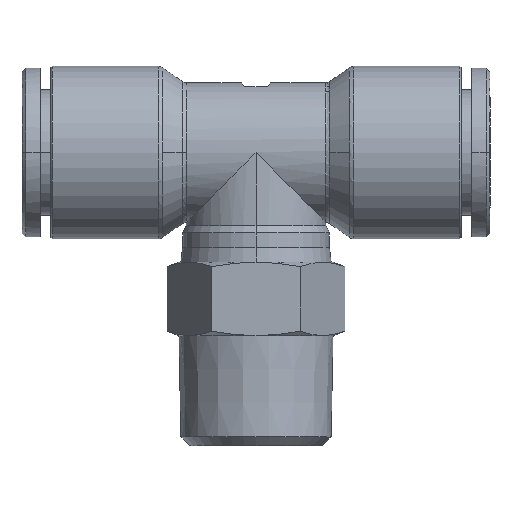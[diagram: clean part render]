
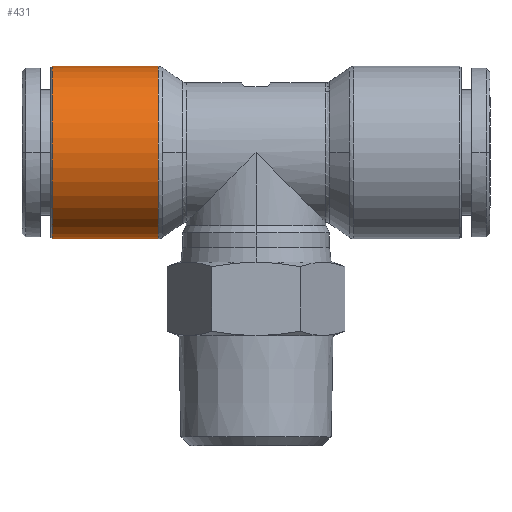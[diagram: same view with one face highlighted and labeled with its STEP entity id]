
A CAD part, front view. The second image highlights one B-rep face of the part: STEP entity #431.
In plain terms, the highlighted cylindrical face has radius 11.75 mm (diameter 23.5 mm), a partial arc.
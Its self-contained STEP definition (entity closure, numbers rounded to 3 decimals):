
#97 = ORIENTED_EDGE ( 'NONE', *, *, #10046, .F. ) ;
#227 = CIRCLE ( 'NONE', #2025, 11.75 ) ;
#431 = ADVANCED_FACE ( 'NONE', ( #1296 ), #602, .T. ) ;
#499 = DIRECTION ( 'NONE',  ( -1., 0., 0. ) ) ;
#511 = DIRECTION ( 'NONE',  ( 1., 0., 0. ) ) ;
#602 = CYLINDRICAL_SURFACE ( 'NONE', #4718, 11.75 ) ;
#773 = ORIENTED_EDGE ( 'NONE', *, *, #11621, .T. ) ;
#1296 = FACE_OUTER_BOUND ( 'NONE', #3372, .T. ) ;
#1538 = EDGE_CURVE ( 'NONE', #12546, #5422, #12923, .T. ) ;
#2025 = AXIS2_PLACEMENT_3D ( 'NONE', #9803, #10342, #3566 ) ;
#2586 = CARTESIAN_POINT ( 'NONE',  ( -19.5, 0., -11.75 ) ) ;
#2826 = DIRECTION ( 'NONE',  ( 0., 0., 1. ) ) ;
#3099 = AXIS2_PLACEMENT_3D ( 'NONE', #13790, #6002, #2826 ) ;
#3372 = EDGE_LOOP ( 'NONE', ( #7207, #97, #13959, #12132, #773 ) ) ;
#3566 = DIRECTION ( 'NONE',  ( 0., 0., -1. ) ) ;
#3684 = DIRECTION ( 'NONE',  ( 0., 0., 1. ) ) ;
#3785 = CARTESIAN_POINT ( 'NONE',  ( -27.8, 0., -11.75 ) ) ;
#3888 = EDGE_CURVE ( 'NONE', #12546, #13315, #5427, .T. ) ;
#4718 = AXIS2_PLACEMENT_3D ( 'NONE', #12317, #10872, #10229 ) ;
#5422 = VERTEX_POINT ( 'NONE', #10892 ) ;
#5427 = LINE ( 'NONE', #2586, #9909 ) ;
#5501 = CARTESIAN_POINT ( 'NONE',  ( -13.316, 0., -11.75 ) ) ;
#5633 = VERTEX_POINT ( 'NONE', #12234 ) ;
#5701 = DIRECTION ( 'NONE',  ( 1., 0., 0. ) ) ;
#5856 = CARTESIAN_POINT ( 'NONE',  ( -27.8, 0., 0. ) ) ;
#6002 = DIRECTION ( 'NONE',  ( -1., 0., 0. ) ) ;
#6763 = CARTESIAN_POINT ( 'NONE',  ( -19.5, 0., 11.75 ) ) ;
#7207 = ORIENTED_EDGE ( 'NONE', *, *, #12798, .F. ) ;
#8271 = VERTEX_POINT ( 'NONE', #8274 ) ;
#8274 = CARTESIAN_POINT ( 'NONE',  ( -27.8, 0., 11.75 ) ) ;
#9125 = CIRCLE ( 'NONE', #12085, 11.75 ) ;
#9803 = CARTESIAN_POINT ( 'NONE',  ( -13.316, 0., 0. ) ) ;
#9909 = VECTOR ( 'NONE', #511, 1000. ) ;
#10046 = EDGE_CURVE ( 'NONE', #5422, #8271, #9125, .T. ) ;
#10229 = DIRECTION ( 'NONE',  ( 0., 0., -1. ) ) ;
#10342 = DIRECTION ( 'NONE',  ( -1., 0., 0. ) ) ;
#10872 = DIRECTION ( 'NONE',  ( 1., 0., 0. ) ) ;
#10892 = CARTESIAN_POINT ( 'NONE',  ( -27.8, -11.75, 0. ) ) ;
#11149 = VECTOR ( 'NONE', #5701, 1000. ) ;
#11621 = EDGE_CURVE ( 'NONE', #13315, #5633, #227, .T. ) ;
#11671 = LINE ( 'NONE', #6763, #11149 ) ;
#12085 = AXIS2_PLACEMENT_3D ( 'NONE', #5856, #499, #3684 ) ;
#12132 = ORIENTED_EDGE ( 'NONE', *, *, #3888, .T. ) ;
#12234 = CARTESIAN_POINT ( 'NONE',  ( -13.316, 0., 11.75 ) ) ;
#12317 = CARTESIAN_POINT ( 'NONE',  ( -19.5, 0., 0. ) ) ;
#12546 = VERTEX_POINT ( 'NONE', #3785 ) ;
#12798 = EDGE_CURVE ( 'NONE', #8271, #5633, #11671, .T. ) ;
#12923 = CIRCLE ( 'NONE', #3099, 11.75 ) ;
#13315 = VERTEX_POINT ( 'NONE', #5501 ) ;
#13790 = CARTESIAN_POINT ( 'NONE',  ( -27.8, 0., 0. ) ) ;
#13959 = ORIENTED_EDGE ( 'NONE', *, *, #1538, .F. ) ;
